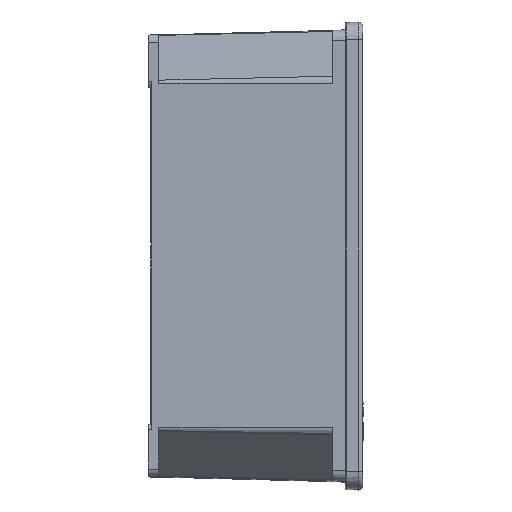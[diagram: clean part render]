
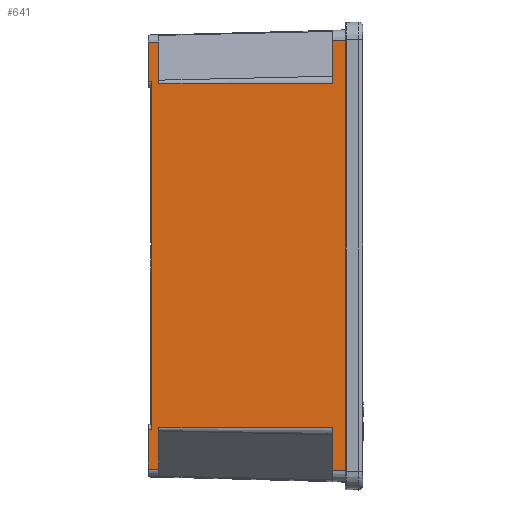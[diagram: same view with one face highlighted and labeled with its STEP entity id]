
A CAD part, top view. The second image highlights one B-rep face of the part: STEP entity #641.
In plain terms, the highlighted face is planar.
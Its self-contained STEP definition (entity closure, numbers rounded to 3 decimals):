
#641 = ADVANCED_FACE( '', ( #1632 ), #1633, .F. );
#1632 = FACE_OUTER_BOUND( '', #3022, .T. );
#1633 = PLANE( '', #3023 );
#3022 = EDGE_LOOP( '', ( #4929, #4930, #4931, #4932, #4933, #4934, #4935, #4936, #4937, #4938, #4939, #4940, #4941, #4942, #4943, #4944, #4945, #4946, #4947, #4948 ) );
#3023 = AXIS2_PLACEMENT_3D( '', #4949, #4950, #4951 );
#4929 = ORIENTED_EDGE( '', *, *, #8589, .T. );
#4930 = ORIENTED_EDGE( '', *, *, #8590, .F. );
#4931 = ORIENTED_EDGE( '', *, *, #8591, .T. );
#4932 = ORIENTED_EDGE( '', *, *, #8592, .T. );
#4933 = ORIENTED_EDGE( '', *, *, #8593, .T. );
#4934 = ORIENTED_EDGE( '', *, *, #8468, .T. );
#4935 = ORIENTED_EDGE( '', *, *, #8594, .F. );
#4936 = ORIENTED_EDGE( '', *, *, #8595, .T. );
#4937 = ORIENTED_EDGE( '', *, *, #8596, .F. );
#4938 = ORIENTED_EDGE( '', *, *, #8597, .F. );
#4939 = ORIENTED_EDGE( '', *, *, #8598, .F. );
#4940 = ORIENTED_EDGE( '', *, *, #8599, .T. );
#4941 = ORIENTED_EDGE( '', *, *, #8600, .F. );
#4942 = ORIENTED_EDGE( '', *, *, #8601, .F. );
#4943 = ORIENTED_EDGE( '', *, *, #8602, .F. );
#4944 = ORIENTED_EDGE( '', *, *, #8365, .F. );
#4945 = ORIENTED_EDGE( '', *, *, #8603, .T. );
#4946 = ORIENTED_EDGE( '', *, *, #8604, .F. );
#4947 = ORIENTED_EDGE( '', *, *, #8605, .T. );
#4948 = ORIENTED_EDGE( '', *, *, #8413, .T. );
#4949 = CARTESIAN_POINT( '', ( 2., -149.87, 121.92 ) );
#4950 = DIRECTION( '', ( 0.026, 1., 0. ) );
#4951 = DIRECTION( '', ( -1., 0.026, 0. ) );
#8365 = EDGE_CURVE( '', #10112, #10114, #10115, .T. );
#8413 = EDGE_CURVE( '', #10202, #10200, #10203, .T. );
#8468 = EDGE_CURVE( '', #10301, #10302, #10303, .T. );
#8589 = EDGE_CURVE( '', #10200, #10506, #10507, .T. );
#8590 = EDGE_CURVE( '', #10508, #10506, #10509, .T. );
#8591 = EDGE_CURVE( '', #10508, #10510, #10511, .T. );
#8592 = EDGE_CURVE( '', #10510, #10512, #10513, .T. );
#8593 = EDGE_CURVE( '', #10512, #10301, #10514, .T. );
#8594 = EDGE_CURVE( '', #10515, #10302, #10516, .T. );
#8595 = EDGE_CURVE( '', #10515, #10517, #10518, .T. );
#8596 = EDGE_CURVE( '', #10519, #10517, #10520, .T. );
#8597 = EDGE_CURVE( '', #10521, #10519, #10522, .T. );
#8598 = EDGE_CURVE( '', #10523, #10521, #10524, .T. );
#8599 = EDGE_CURVE( '', #10523, #10525, #10526, .T. );
#8600 = EDGE_CURVE( '', #10527, #10525, #10528, .T. );
#8601 = EDGE_CURVE( '', #10529, #10527, #10530, .T. );
#8602 = EDGE_CURVE( '', #10114, #10529, #10531, .T. );
#8603 = EDGE_CURVE( '', #10112, #10532, #10533, .T. );
#8604 = EDGE_CURVE( '', #10534, #10532, #10535, .T. );
#8605 = EDGE_CURVE( '', #10534, #10202, #10536, .T. );
#10112 = VERTEX_POINT( '', #12530 );
#10114 = VERTEX_POINT( '', #12532 );
#10115 = LINE( '', #12533, #12534 );
#10200 = VERTEX_POINT( '', #12639 );
#10202 = VERTEX_POINT( '', #12641 );
#10203 = LINE( '', #12642, #12643 );
#10301 = VERTEX_POINT( '', #12781 );
#10302 = VERTEX_POINT( '', #12782 );
#10303 = LINE( '', #12783, #12784 );
#10506 = VERTEX_POINT( '', #13057 );
#10507 = LINE( '', #13058, #13059 );
#10508 = VERTEX_POINT( '', #13060 );
#10509 = LINE( '', #13061, #13062 );
#10510 = VERTEX_POINT( '', #13063 );
#10511 = LINE( '', #13064, #13065 );
#10512 = VERTEX_POINT( '', #13066 );
#10513 = LINE( '', #13067, #13068 );
#10514 = LINE( '', #13069, #13070 );
#10515 = VERTEX_POINT( '', #13071 );
#10516 = LINE( '', #13072, #13073 );
#10517 = VERTEX_POINT( '', #13074 );
#10518 = LINE( '', #13075, #13076 );
#10519 = VERTEX_POINT( '', #13077 );
#10520 = LINE( '', #13078, #13079 );
#10521 = VERTEX_POINT( '', #13080 );
#10522 = LINE( '', #13081, #13082 );
#10523 = VERTEX_POINT( '', #13083 );
#10524 = LINE( '', #13084, #13085 );
#10525 = VERTEX_POINT( '', #13086 );
#10526 = LINE( '', #13087, #13088 );
#10527 = VERTEX_POINT( '', #13089 );
#10528 = LINE( '', #13090, #13091 );
#10529 = VERTEX_POINT( '', #13092 );
#10530 = LINE( '', #13093, #13094 );
#10531 = LINE( '', #13095, #13096 );
#10532 = VERTEX_POINT( '', #13097 );
#10533 = LINE( '', #13098, #13099 );
#10534 = VERTEX_POINT( '', #13100 );
#10535 = LINE( '', #13101, #13102 );
#10536 = LINE( '', #13103, #13104 );
#12530 = CARTESIAN_POINT( '', ( 114.5, -152.816, 97.496 ) );
#12532 = CARTESIAN_POINT( '', ( 114.5, -152.816, -97.496 ) );
#12533 = CARTESIAN_POINT( '', ( 114.5, -152.816, 97.496 ) );
#12534 = VECTOR( '', #15307, 1000. );
#12639 = CARTESIAN_POINT( '', ( 104.5, -152.554, 97.496 ) );
#12641 = CARTESIAN_POINT( '', ( 104.5, -152.554, 121.92 ) );
#12642 = CARTESIAN_POINT( '', ( 104.5, -152.554, 121.92 ) );
#12643 = VECTOR( '', #15394, 1000. );
#12781 = CARTESIAN_POINT( '', ( 2., -149.87, 98.542 ) );
#12782 = CARTESIAN_POINT( '', ( 2., -149.87, -98.542 ) );
#12783 = CARTESIAN_POINT( '', ( 2., -149.87, 97.496 ) );
#12784 = VECTOR( '', #15471, 1000. );
#13057 = CARTESIAN_POINT( '', ( 6., -149.975, 97.496 ) );
#13058 = CARTESIAN_POINT( '', ( 2., -149.87, 97.496 ) );
#13059 = VECTOR( '', #15644, 1000. );
#13060 = CARTESIAN_POINT( '', ( 6., -149.975, 120.92 ) );
#13061 = CARTESIAN_POINT( '', ( 6., -149.975, 120.92 ) );
#13062 = VECTOR( '', #15645, 1000. );
#13063 = CARTESIAN_POINT( '', ( 0., -149.818, 120.92 ) );
#13064 = CARTESIAN_POINT( '', ( 2., -149.87, 120.92 ) );
#13065 = VECTOR( '', #15646, 1000. );
#13066 = CARTESIAN_POINT( '', ( 0., -149.818, 98.542 ) );
#13067 = CARTESIAN_POINT( '', ( 0., -149.818, 120.92 ) );
#13068 = VECTOR( '', #15647, 1000. );
#13069 = CARTESIAN_POINT( '', ( 2., -149.87, 98.542 ) );
#13070 = VECTOR( '', #15648, 1000. );
#13071 = CARTESIAN_POINT( '', ( 0., -149.818, -98.542 ) );
#13072 = CARTESIAN_POINT( '', ( 2., -149.87, -98.542 ) );
#13073 = VECTOR( '', #15649, 1000. );
#13074 = CARTESIAN_POINT( '', ( 0., -149.818, -120.92 ) );
#13075 = CARTESIAN_POINT( '', ( 0., -149.818, -98.542 ) );
#13076 = VECTOR( '', #15650, 1000. );
#13077 = CARTESIAN_POINT( '', ( 6., -149.975, -120.92 ) );
#13078 = CARTESIAN_POINT( '', ( 2., -149.87, -120.92 ) );
#13079 = VECTOR( '', #15651, 1000. );
#13080 = CARTESIAN_POINT( '', ( 6., -149.975, -97.496 ) );
#13081 = CARTESIAN_POINT( '', ( 6., -149.975, 120.92 ) );
#13082 = VECTOR( '', #15652, 1000. );
#13083 = CARTESIAN_POINT( '', ( 104.5, -152.554, -97.496 ) );
#13084 = CARTESIAN_POINT( '', ( 2., -149.87, -97.496 ) );
#13085 = VECTOR( '', #15653, 1000. );
#13086 = CARTESIAN_POINT( '', ( 104.5, -152.554, -121.92 ) );
#13087 = CARTESIAN_POINT( '', ( 104.5, -152.554, 121.92 ) );
#13088 = VECTOR( '', #15654, 1000. );
#13089 = CARTESIAN_POINT( '', ( 113., -152.777, -121.92 ) );
#13090 = CARTESIAN_POINT( '', ( 2., -149.87, -121.92 ) );
#13091 = VECTOR( '', #15655, 1000. );
#13092 = CARTESIAN_POINT( '', ( 113., -152.777, -97.496 ) );
#13093 = CARTESIAN_POINT( '', ( 113., -152.777, 121.92 ) );
#13094 = VECTOR( '', #15656, 1000. );
#13095 = CARTESIAN_POINT( '', ( 2., -149.87, -97.496 ) );
#13096 = VECTOR( '', #15657, 1000. );
#13097 = CARTESIAN_POINT( '', ( 113., -152.777, 97.496 ) );
#13098 = CARTESIAN_POINT( '', ( 2., -149.87, 97.496 ) );
#13099 = VECTOR( '', #15658, 1000. );
#13100 = CARTESIAN_POINT( '', ( 113., -152.777, 121.92 ) );
#13101 = CARTESIAN_POINT( '', ( 113., -152.777, 121.92 ) );
#13102 = VECTOR( '', #15659, 1000. );
#13103 = CARTESIAN_POINT( '', ( 2., -149.87, 121.92 ) );
#13104 = VECTOR( '', #15660, 1000. );
#15307 = DIRECTION( '', ( 0., 0., -1. ) );
#15394 = DIRECTION( '', ( 0., 0., -1. ) );
#15471 = DIRECTION( '', ( 0., 0., -1. ) );
#15644 = DIRECTION( '', ( -1., 0.026, 0. ) );
#15645 = DIRECTION( '', ( 0., 0., -1. ) );
#15646 = DIRECTION( '', ( -1., 0.026, 0. ) );
#15647 = DIRECTION( '', ( 0., 0., -1. ) );
#15648 = DIRECTION( '', ( 1., -0.026, 0. ) );
#15649 = DIRECTION( '', ( 1., -0.026, 0. ) );
#15650 = DIRECTION( '', ( 0., 0., -1. ) );
#15651 = DIRECTION( '', ( -1., 0.026, 0. ) );
#15652 = DIRECTION( '', ( 0., 0., -1. ) );
#15653 = DIRECTION( '', ( -1., 0.026, 0. ) );
#15654 = DIRECTION( '', ( 0., 0., -1. ) );
#15655 = DIRECTION( '', ( -1., 0.026, 0. ) );
#15656 = DIRECTION( '', ( 0., 0., -1. ) );
#15657 = DIRECTION( '', ( -1., 0.026, 0. ) );
#15658 = DIRECTION( '', ( -1., 0.026, 0. ) );
#15659 = DIRECTION( '', ( 0., 0., -1. ) );
#15660 = DIRECTION( '', ( -1., 0.026, 0. ) );
